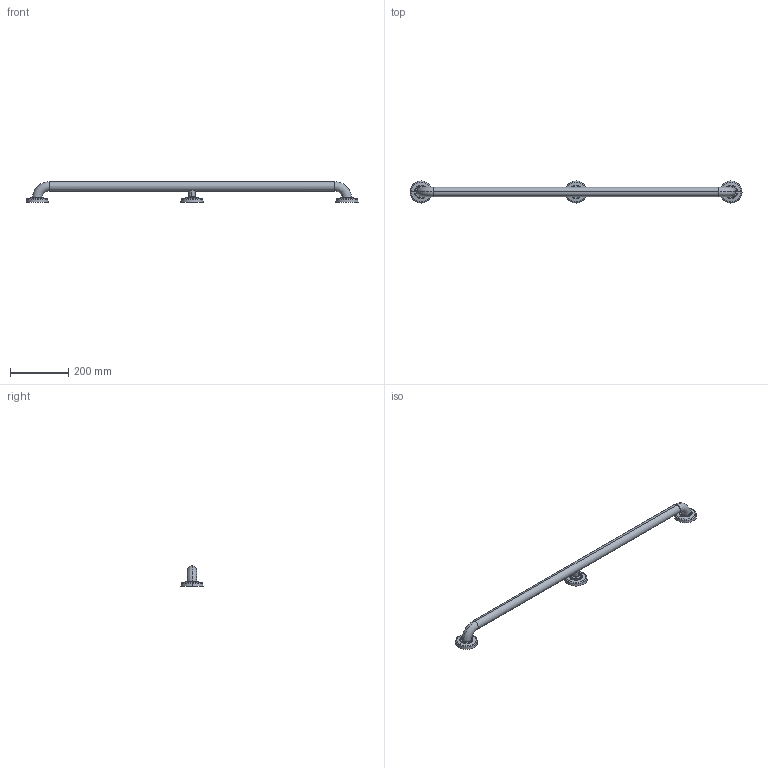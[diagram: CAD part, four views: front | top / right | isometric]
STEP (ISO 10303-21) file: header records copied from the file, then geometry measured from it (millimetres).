
FILE_DESCRIPTION((''),'2;1');
FILE_NAME('0366','2021-07-08T15:59:37',('jinson.thomas'),(''),'CREO PARAMETRIC BY PTC INC, 2018400','CREO PARAMETRIC BY PTC INC, 2018400','');
FILE_SCHEMA(('CONFIG_CONTROL_DESIGN'));
Length unit declared in the file: inch
Products named in the file (1): 0366
Bounding box: 1143 x 76.2 x 69.86 mm (x, y, z)
Volume: 1063944 mm3; surface area: 144401.3 mm2
Topology: 1 solids, 1 shells, 54 faces, 115 edges, 70 vertices
Faces by surface type: torus 16, cylinder 11, plane 10, bspline 9, sphere 6, cone 2
Entity records: 2055 total; most frequent: CARTESIAN_POINT 840, DIRECTION 271, ORIENTED_EDGE 230, AXIS2_PLACEMENT_3D 129, EDGE_CURVE 115, CIRCLE 84, VERTEX_POINT 70, EDGE_LOOP 61
